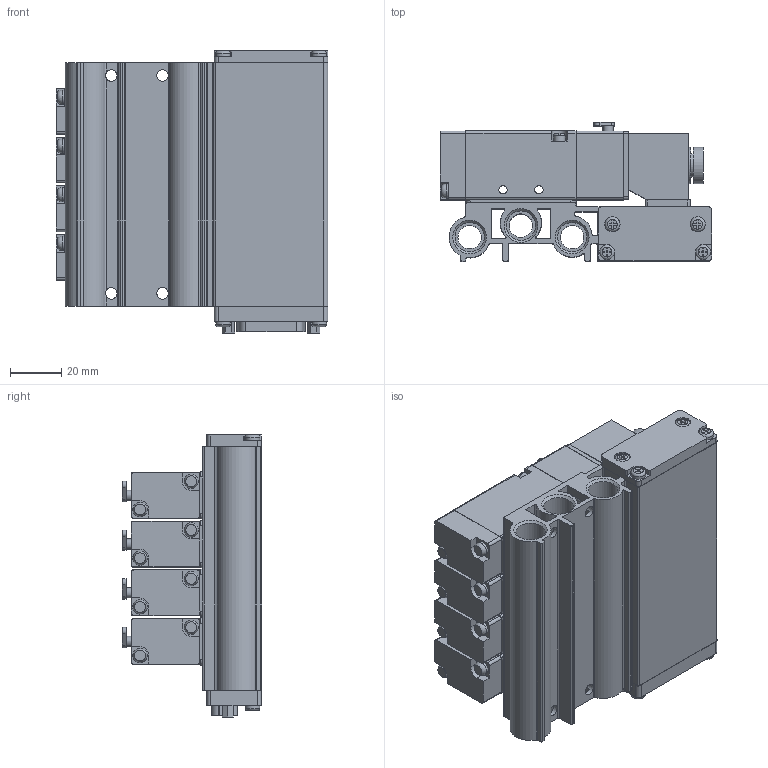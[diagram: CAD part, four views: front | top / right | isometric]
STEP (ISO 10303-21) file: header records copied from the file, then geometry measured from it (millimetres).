
FILE_DESCRIPTION(/* description */ ('STEP AP203'),/* implementation_level */ '2;1');
FILE_NAME(/* name */ 'S1R-4-06E4(SSSS)',/* time_stamp */ '2025-03-19T21:24:50+01:00',/* author */ ('License CC BY-ND 4.0'),/* organization */ ('CADENAS'),/* preprocessor_version */ 'ST-DEVELOPER v19.3',/* originating_system */ 'PARTsolutions',/* authorisation */ ' ');
FILE_SCHEMA (('CONFIG_CONTROL_DESIGN'));
Length unit declared in the file: millimetre
Products named in the file (4): S1R-4-06E4(SSSS); S1R-4-06E4(SSSS)S_dummy; RV521-4F(M5); RV5211C06E1_SR
Assembly tree (6 placements, depth 2):
  S1R-4-06E4(SSSS)
    S1R-4-06E4(SSSS)S_dummy
    RV521-4F(M5)
    RV5211C06E1_SR  x4
Bounding box: 106 x 54.4 x 110.1 mm (x, y, z)
Volume: 336334.9 mm3; surface area: 104805.5 mm2
Topology: 5 solids, 17 shells, 982 faces, 2404 edges, 1572 vertices
Faces by surface type: plane 584, cylinder 316, torus 38, cone 36, sphere 8
Full cylindrical faces by diameter (mm): 1 x15, 2.459 x10, 3.3 x16, 3.4 x4, 4 x4, 4.5 x4, 4.6 x8, 5.6 x8, 5.8 x6, 6 x2, 8 x4, 8.566 x20, 9.157 x3, 9.2 x4, 11.445 x6, 14 x4, 14.2 x8
Entity records: 14398 total; most frequent: CARTESIAN_POINT 2631, DIRECTION 2472, ORIENTED_EDGE 2198, EDGE_CURVE 1099, AXIS2_PLACEMENT_3D 895, VERTEX_POINT 785, EDGE_LOOP 714, FACE_BOUND 714
